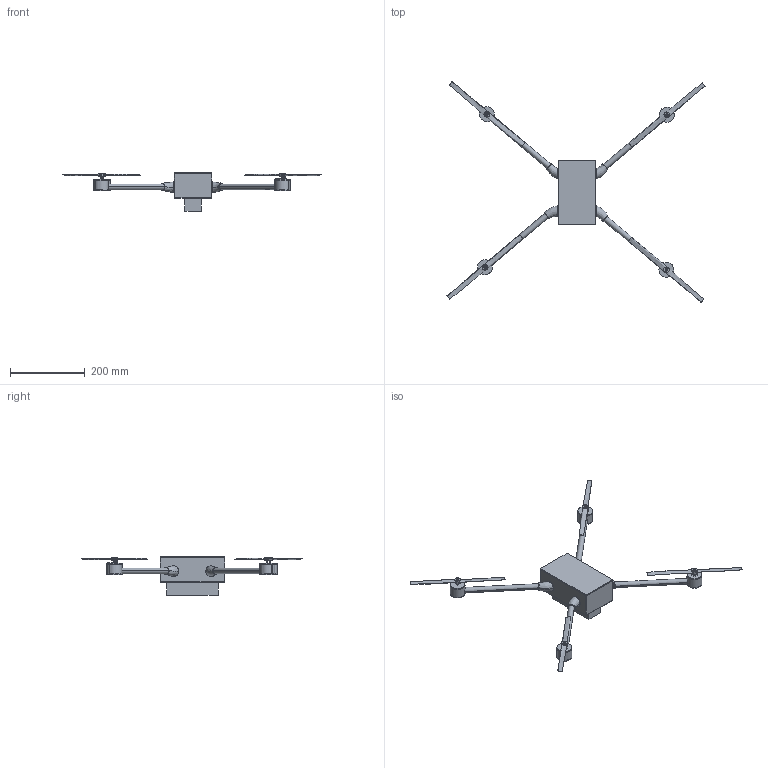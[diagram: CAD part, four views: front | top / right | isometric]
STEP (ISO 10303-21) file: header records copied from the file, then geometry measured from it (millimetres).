
FILE_DESCRIPTION(('CATIA V5 STEP Exchange'),'2;1');
FILE_NAME('final.stp','2025-11-04T12:40:35+00:00',('none'),('none'),'CATIA Version 5 Release 20 GA (IN-10)','CATIA V5 STEP AP203','none');
FILE_SCHEMA(('CONFIG_CONTROL_DESIGN'));
Length unit declared in the file: millimetre
Products named in the file (2): final; Produit1
Assembly tree (11 placements, depth 3):
  final
    Produit1  x4
      #66
      #448
      #861
      #1040
      #5453
    #5635
    #15887
Bounding box: 689.71 x 589.46 x 103 mm (x, y, z)
Volume: 761728.2 mm3; surface area: 327445.9 mm2
Topology: 23 solids, 25 shells, 331 faces, 774 edges, 501 vertices
Faces by surface type: cylinder 136, plane 94, bspline 81, cone 16, sphere 4
Entity records: 16029 total; most frequent: CARTESIAN_POINT 12768, ORIENTED_EDGE 728, DIRECTION 412, EDGE_CURVE 368, VERTEX_POINT 227, AXIS2_PLACEMENT_3D 198, EDGE_LOOP 177, B_SPLINE_CURVE_WITH_KNOTS 164
